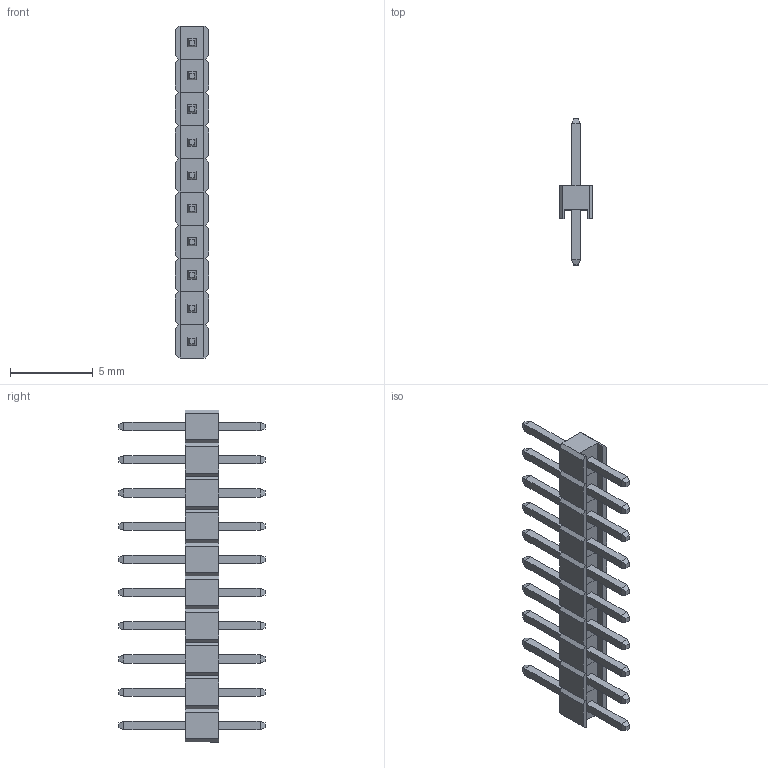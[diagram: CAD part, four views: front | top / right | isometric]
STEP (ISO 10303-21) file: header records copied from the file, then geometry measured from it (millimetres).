
FILE_DESCRIPTION (( 'STEP AP214' ), '1' );
FILE_NAME ('conn-sill8.STEP', '2020-11-10T16:02:35', ( 'AWNI' ), ( '' ), 'SwSTEP 2.0', 'SolidWorks 2018', '' );
FILE_SCHEMA (( 'AUTOMOTIVE_DESIGN' ));
Length unit declared in the file: millimetre
Products named in the file (4): User Library-pls2-4_asm_PLS2-1_2; conn-sill8; User Library-pls2-4_asm_PLS2-1_1; User Library-pls2-4_asm_PLS2-1
Assembly tree (10 placements, depth 2):
  conn-sill8
    User Library-pls2-4_asm_PLS2-1
    User Library-pls2-4_asm_PLS2-1_1  x8
    User Library-pls2-4_asm_PLS2-1_2
Bounding box: 2 x 8.8 x 20 mm (x, y, z)
Volume: 82.1 mm3; surface area: 375.9 mm2
Topology: 10 solids, 10 shells, 320 faces, 760 edges, 480 vertices
Faces by surface type: plane 320
Entity records: 3352 total; most frequent: CARTESIAN_POINT 481, ORIENTED_EDGE 456, DIRECTION 446, LINE 228, VECTOR 228, EDGE_CURVE 228, VERTEX_POINT 144, AXIS2_PLACEMENT_3D 109
